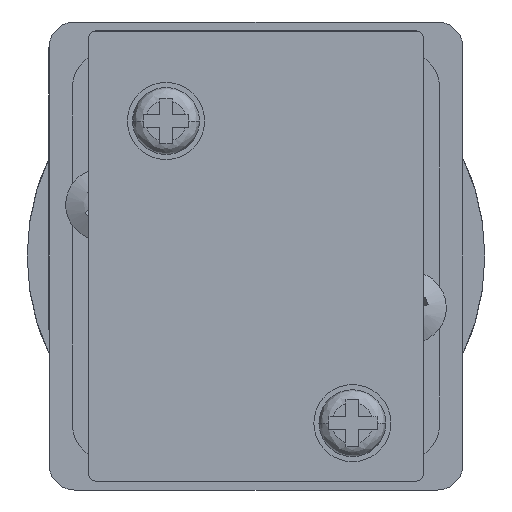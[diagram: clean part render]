
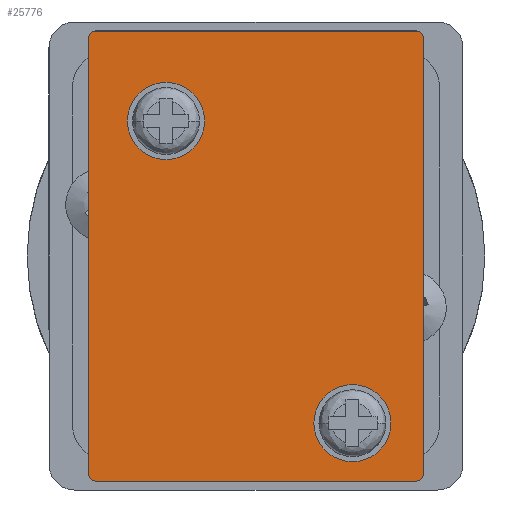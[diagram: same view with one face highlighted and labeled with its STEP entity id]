
A CAD part, front view. The second image highlights one B-rep face of the part: STEP entity #25776.
In plain terms, the highlighted planar face has unit normal (0, -1, 0).
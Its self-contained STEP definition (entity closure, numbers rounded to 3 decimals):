
#528 = EDGE_CURVE ( 'NONE', #2155, #8447, #6915, .T. ) ;
#561 = ORIENTED_EDGE ( 'NONE', *, *, #528, .F. ) ;
#971 = CARTESIAN_POINT ( 'NONE',  ( -10., -41.361, -24.361 ) ) ;
#1272 = CIRCLE ( 'NONE', #24872, 0.5 ) ;
#1301 = EDGE_CURVE ( 'NONE', #14532, #8693, #21194, .T. ) ;
#1525 = EDGE_LOOP ( 'NONE', ( #8555, #6702, #17918, #561, #21894, #3830, #14810, #13872 ) ) ;
#1535 = DIRECTION ( 'NONE',  ( 0., 0., 1. ) ) ;
#1690 = DIRECTION ( 'NONE',  ( -1., 0., 0. ) ) ;
#1702 = CARTESIAN_POINT ( 'NONE',  ( 7.5, -41.361, -47.861 ) ) ;
#2155 = VERTEX_POINT ( 'NONE', #19592 ) ;
#2973 = DIRECTION ( 'NONE',  ( 0., 1., 0. ) ) ;
#3216 = EDGE_CURVE ( 'NONE', #8693, #7847, #9434, .T. ) ;
#3785 = DIRECTION ( 'NONE',  ( 1., 0., 0. ) ) ;
#3830 = ORIENTED_EDGE ( 'NONE', *, *, #6414, .T. ) ;
#4008 = DIRECTION ( 'NONE',  ( -1., 0., 0. ) ) ;
#4170 = DIRECTION ( 'NONE',  ( 0., -1., 0. ) ) ;
#4312 = VERTEX_POINT ( 'NONE', #971 ) ;
#5093 = CARTESIAN_POINT ( 'NONE',  ( -7., -41.361, -24.361 ) ) ;
#5448 = CIRCLE ( 'NONE', #16609, 0.5 ) ;
#5933 = FACE_BOUND ( 'NONE', #6081, .T. ) ;
#6081 = EDGE_LOOP ( 'NONE', ( #26718, #24746 ) ) ;
#6245 = VECTOR ( 'NONE', #4008, 1000. ) ;
#6389 = CARTESIAN_POINT ( 'NONE',  ( 12.5, -41.361, -51.861 ) ) ;
#6414 = EDGE_CURVE ( 'NONE', #24548, #26660, #20051, .T. ) ;
#6656 = CARTESIAN_POINT ( 'NONE',  ( 7.5, -41.361, -47.861 ) ) ;
#6702 = ORIENTED_EDGE ( 'NONE', *, *, #15234, .F. ) ;
#6915 = LINE ( 'NONE', #19740, #6245 ) ;
#7158 = DIRECTION ( 'NONE',  ( 1., 0., 0. ) ) ;
#7537 = DIRECTION ( 'NONE',  ( 0., 0., 1. ) ) ;
#7847 = VERTEX_POINT ( 'NONE', #11134 ) ;
#8062 = CARTESIAN_POINT ( 'NONE',  ( -12.5, -41.361, -51.861 ) ) ;
#8419 = DIRECTION ( 'NONE',  ( -1., 0., 0. ) ) ;
#8447 = VERTEX_POINT ( 'NONE', #13509 ) ;
#8555 = ORIENTED_EDGE ( 'NONE', *, *, #1301, .F. ) ;
#8617 = EDGE_CURVE ( 'NONE', #4312, #22803, #11614, .T. ) ;
#8693 = VERTEX_POINT ( 'NONE', #24879 ) ;
#8694 = DIRECTION ( 'NONE',  ( 1., 0., 0. ) ) ;
#8816 = AXIS2_PLACEMENT_3D ( 'NONE', #15147, #15227, #21969 ) ;
#8938 = VECTOR ( 'NONE', #7537, 1000. ) ;
#9024 = AXIS2_PLACEMENT_3D ( 'NONE', #5093, #19487, #7158 ) ;
#9066 = CIRCLE ( 'NONE', #10279, 3. ) ;
#9300 = EDGE_LOOP ( 'NONE', ( #17046, #17702 ) ) ;
#9434 = LINE ( 'NONE', #25290, #25246 ) ;
#10122 = DIRECTION ( 'NONE',  ( -1., 0., 0. ) ) ;
#10279 = AXIS2_PLACEMENT_3D ( 'NONE', #6656, #21079, #8694 ) ;
#11105 = AXIS2_PLACEMENT_3D ( 'NONE', #1702, #16141, #3785 ) ;
#11134 = CARTESIAN_POINT ( 'NONE',  ( 12.5, -41.361, -17.361 ) ) ;
#11192 = PLANE ( 'NONE',  #17156 ) ;
#11333 = CIRCLE ( 'NONE', #25455, 0.5 ) ;
#11419 = FACE_OUTER_BOUND ( 'NONE', #1525, .T. ) ;
#11509 = EDGE_CURVE ( 'NONE', #23084, #18900, #9066, .T. ) ;
#11614 = CIRCLE ( 'NONE', #18759, 3. ) ;
#11763 = CARTESIAN_POINT ( 'NONE',  ( -13., -41.361, -51.861 ) ) ;
#11815 = CARTESIAN_POINT ( 'NONE',  ( 13., -41.361, -17.361 ) ) ;
#12042 = CIRCLE ( 'NONE', #9024, 3. ) ;
#12945 = CARTESIAN_POINT ( 'NONE',  ( -13., -41.361, -17.861 ) ) ;
#13285 = CARTESIAN_POINT ( 'NONE',  ( 0., -41.361, -34.861 ) ) ;
#13509 = CARTESIAN_POINT ( 'NONE',  ( -12.5, -41.361, -52.361 ) ) ;
#13872 = ORIENTED_EDGE ( 'NONE', *, *, #3216, .F. ) ;
#14043 = CARTESIAN_POINT ( 'NONE',  ( 13., -41.361, -17.861 ) ) ;
#14059 = DIRECTION ( 'NONE',  ( 0., 1., 0. ) ) ;
#14532 = VERTEX_POINT ( 'NONE', #12945 ) ;
#14810 = ORIENTED_EDGE ( 'NONE', *, *, #24145, .F. ) ;
#15107 = LINE ( 'NONE', #21900, #8938 ) ;
#15147 = CARTESIAN_POINT ( 'NONE',  ( -12.5, -41.361, -17.861 ) ) ;
#15227 = DIRECTION ( 'NONE',  ( 0., 1., 0. ) ) ;
#15234 = EDGE_CURVE ( 'NONE', #25355, #14532, #15107, .T. ) ;
#15311 = CARTESIAN_POINT ( 'NONE',  ( 13., -41.361, -51.861 ) ) ;
#15488 = CARTESIAN_POINT ( 'NONE',  ( 4.5, -41.361, -47.861 ) ) ;
#16141 = DIRECTION ( 'NONE',  ( 0., -1., 0. ) ) ;
#16527 = CARTESIAN_POINT ( 'NONE',  ( -7., -41.361, -24.361 ) ) ;
#16584 = CIRCLE ( 'NONE', #11105, 3. ) ;
#16609 = AXIS2_PLACEMENT_3D ( 'NONE', #26379, #14059, #1690 ) ;
#17046 = ORIENTED_EDGE ( 'NONE', *, *, #21427, .F. ) ;
#17156 = AXIS2_PLACEMENT_3D ( 'NONE', #13285, #2973, #17407 ) ;
#17407 = DIRECTION ( 'NONE',  ( -1., 0., 0. ) ) ;
#17545 = FACE_BOUND ( 'NONE', #9300, .T. ) ;
#17702 = ORIENTED_EDGE ( 'NONE', *, *, #8617, .F. ) ;
#17918 = ORIENTED_EDGE ( 'NONE', *, *, #24185, .F. ) ;
#18069 = CARTESIAN_POINT ( 'NONE',  ( 10.5, -41.361, -47.861 ) ) ;
#18590 = DIRECTION ( 'NONE',  ( 1., 0., 0. ) ) ;
#18759 = AXIS2_PLACEMENT_3D ( 'NONE', #16527, #4170, #18590 ) ;
#18900 = VERTEX_POINT ( 'NONE', #15488 ) ;
#19487 = DIRECTION ( 'NONE',  ( 0., -1., 0. ) ) ;
#19592 = CARTESIAN_POINT ( 'NONE',  ( 12.5, -41.361, -52.361 ) ) ;
#19740 = CARTESIAN_POINT ( 'NONE',  ( 0., -41.361, -52.361 ) ) ;
#20051 = LINE ( 'NONE', #11815, #25519 ) ;
#20798 = DIRECTION ( 'NONE',  ( 0., 1., 0. ) ) ;
#21079 = DIRECTION ( 'NONE',  ( 0., -1., 0. ) ) ;
#21178 = DIRECTION ( 'NONE',  ( 1., 0., 0. ) ) ;
#21194 = CIRCLE ( 'NONE', #8816, 0.5 ) ;
#21427 = EDGE_CURVE ( 'NONE', #22803, #4312, #12042, .T. ) ;
#21894 = ORIENTED_EDGE ( 'NONE', *, *, #22436, .F. ) ;
#21900 = CARTESIAN_POINT ( 'NONE',  ( -13., -41.361, -34.861 ) ) ;
#21969 = DIRECTION ( 'NONE',  ( -1., 0., 0. ) ) ;
#22436 = EDGE_CURVE ( 'NONE', #24548, #2155, #11333, .T. ) ;
#22524 = DIRECTION ( 'NONE',  ( 0., 1., 0. ) ) ;
#22803 = VERTEX_POINT ( 'NONE', #25184 ) ;
#23084 = VERTEX_POINT ( 'NONE', #18069 ) ;
#24145 = EDGE_CURVE ( 'NONE', #7847, #26660, #5448, .T. ) ;
#24185 = EDGE_CURVE ( 'NONE', #8447, #25355, #1272, .T. ) ;
#24548 = VERTEX_POINT ( 'NONE', #15311 ) ;
#24746 = ORIENTED_EDGE ( 'NONE', *, *, #26009, .F. ) ;
#24872 = AXIS2_PLACEMENT_3D ( 'NONE', #8062, #22524, #10122 ) ;
#24879 = CARTESIAN_POINT ( 'NONE',  ( -12.5, -41.361, -17.361 ) ) ;
#25184 = CARTESIAN_POINT ( 'NONE',  ( -4., -41.361, -24.361 ) ) ;
#25246 = VECTOR ( 'NONE', #21178, 1000. ) ;
#25290 = CARTESIAN_POINT ( 'NONE',  ( 0., -41.361, -17.361 ) ) ;
#25355 = VERTEX_POINT ( 'NONE', #11763 ) ;
#25455 = AXIS2_PLACEMENT_3D ( 'NONE', #6389, #20798, #8419 ) ;
#25519 = VECTOR ( 'NONE', #1535, 1000. ) ;
#25776 = ADVANCED_FACE ( 'NONE', ( #11419, #5933, #17545 ), #11192, .F. ) ;
#26009 = EDGE_CURVE ( 'NONE', #18900, #23084, #16584, .T. ) ;
#26379 = CARTESIAN_POINT ( 'NONE',  ( 12.5, -41.361, -17.861 ) ) ;
#26660 = VERTEX_POINT ( 'NONE', #14043 ) ;
#26718 = ORIENTED_EDGE ( 'NONE', *, *, #11509, .F. ) ;
